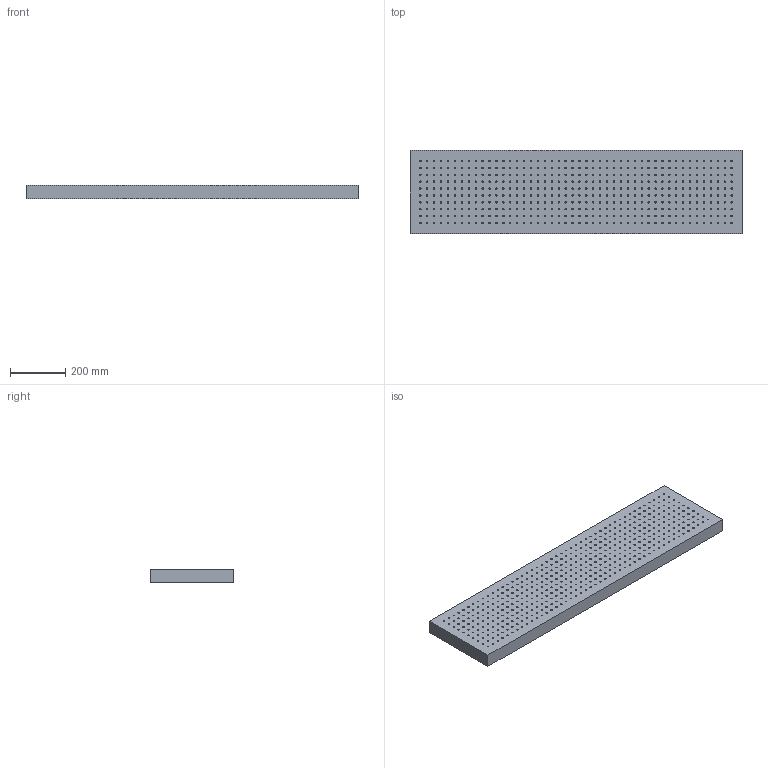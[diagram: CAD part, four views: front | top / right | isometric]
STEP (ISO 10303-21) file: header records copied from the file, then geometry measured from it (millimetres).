
FILE_DESCRIPTION (( 'STEP AP214' ), '1' );
FILE_NAME ('516053.STEP', '2019-10-29T01:36:40', ( 'user' ), ( '微软中国' ), 'SwSTEP 2.0', 'SolidWorks 2016', '' );
FILE_SCHEMA (( 'AUTOMOTIVE_DESIGN' ));
Length unit declared in the file: millimetre
Products named in the file (1): 516053
Bounding box: 1200 x 300 x 50 mm (x, y, z)
Volume: 17548396.1 mm3; surface area: 1213219 mm2
Topology: 1 solids, 1 shells, 926 faces, 2772 edges, 1848 vertices
Faces by surface type: cylinder 920, plane 6
Entity records: 34230 total; most frequent: DIRECTION 6466, CARTESIAN_POINT 5547, ORIENTED_EDGE 5544, EDGE_CURVE 2772, AXIS2_PLACEMENT_3D 2767, VERTEX_POINT 1848, EDGE_LOOP 1846, CIRCLE 1840
